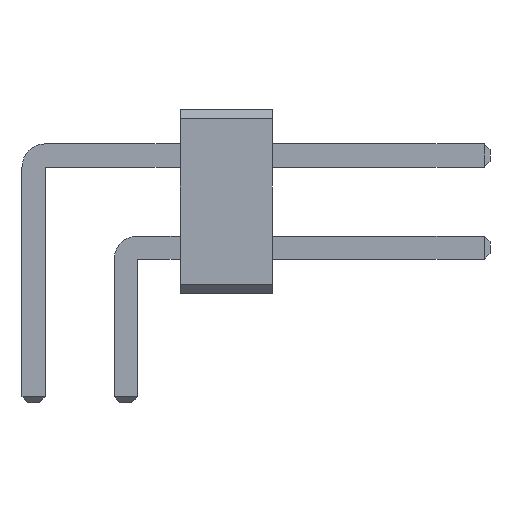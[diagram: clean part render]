
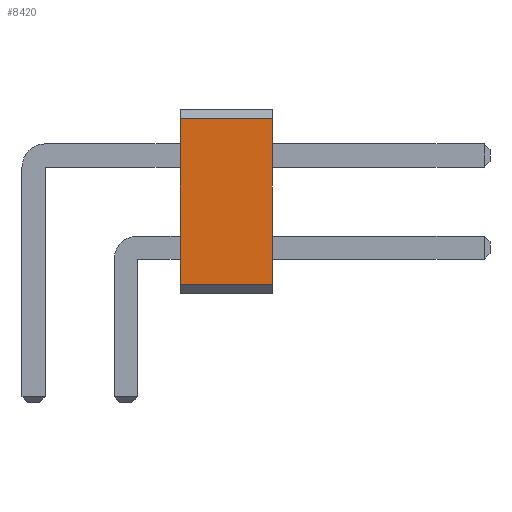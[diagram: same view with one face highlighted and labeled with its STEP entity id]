
A CAD part, front view. The second image highlights one B-rep face of the part: STEP entity #8420.
In plain terms, the highlighted planar face has unit normal (0, -1, 0).
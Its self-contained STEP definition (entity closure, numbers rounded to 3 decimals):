
#718 = VERTEX_POINT('',#719);
#719 = CARTESIAN_POINT('',(4.04,-62.23,4.826));
#725 = EDGE_CURVE('',#726,#718,#728,.T.);
#726 = VERTEX_POINT('',#727);
#727 = CARTESIAN_POINT('',(4.04,-62.23,0.254));
#728 = LINE('',#729,#730);
#729 = CARTESIAN_POINT('',(4.04,-62.23,0.254));
#730 = VECTOR('',#731,1.);
#731 = DIRECTION('',(0.,0.,1.));
#3619 = VERTEX_POINT('',#3620);
#3620 = CARTESIAN_POINT('',(6.58,-62.23,4.826));
#3626 = EDGE_CURVE('',#3627,#3619,#3629,.T.);
#3627 = VERTEX_POINT('',#3628);
#3628 = CARTESIAN_POINT('',(6.58,-62.23,0.254));
#3629 = LINE('',#3630,#3631);
#3630 = CARTESIAN_POINT('',(6.58,-62.23,0.254));
#3631 = VECTOR('',#3632,1.);
#3632 = DIRECTION('',(0.,0.,1.));
#8392 = EDGE_CURVE('',#726,#3627,#8393,.T.);
#8393 = LINE('',#8394,#8395);
#8394 = CARTESIAN_POINT('',(4.04,-62.23,0.254));
#8395 = VECTOR('',#8396,1.);
#8396 = DIRECTION('',(1.,0.,0.));
#8420 = ADVANCED_FACE('',(#8421),#8432,.T.);
#8421 = FACE_BOUND('',#8422,.T.);
#8422 = EDGE_LOOP('',(#8423,#8424,#8425,#8431));
#8423 = ORIENTED_EDGE('',*,*,#8392,.T.);
#8424 = ORIENTED_EDGE('',*,*,#3626,.T.);
#8425 = ORIENTED_EDGE('',*,*,#8426,.F.);
#8426 = EDGE_CURVE('',#718,#3619,#8427,.T.);
#8427 = LINE('',#8428,#8429);
#8428 = CARTESIAN_POINT('',(4.04,-62.23,4.826));
#8429 = VECTOR('',#8430,1.);
#8430 = DIRECTION('',(1.,0.,0.));
#8431 = ORIENTED_EDGE('',*,*,#725,.F.);
#8432 = PLANE('',#8433);
#8433 = AXIS2_PLACEMENT_3D('',#8434,#8435,#8436);
#8434 = CARTESIAN_POINT('',(4.04,-62.23,0.254));
#8435 = DIRECTION('',(0.,-1.,0.));
#8436 = DIRECTION('',(0.,0.,1.));
